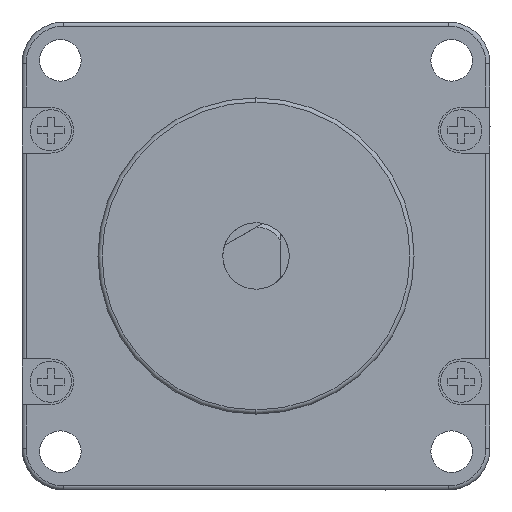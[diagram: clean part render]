
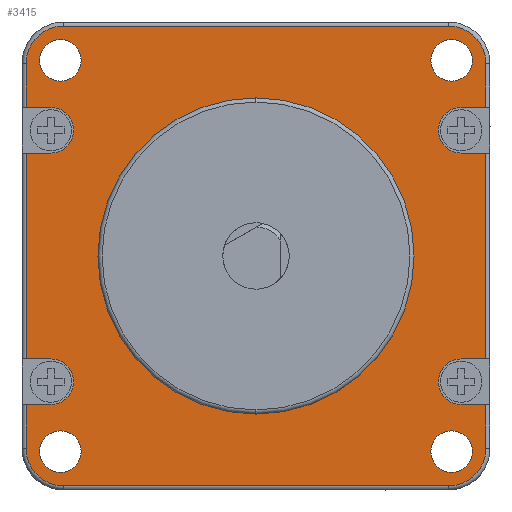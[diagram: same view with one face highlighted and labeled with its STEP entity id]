
A CAD part, left-side view. The second image highlights one B-rep face of the part: STEP entity #3415.
In plain terms, the highlighted planar face has unit normal (-1, 0, 0).
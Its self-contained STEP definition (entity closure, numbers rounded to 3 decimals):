
#1=CARTESIAN_POINT('',(0.,-23.57,-23.57));
#2=DIRECTION('',(-1.,0.,0.));
#3=DIRECTION('',(0.,-1.,0.));
#4=AXIS2_PLACEMENT_3D('',#1,#2,#3);
#6=CARTESIAN_POINT('',(0.,-23.57,-23.57));
#7=DIRECTION('',(-1.,0.,0.));
#8=DIRECTION('',(0.,1.,0.));
#9=AXIS2_PLACEMENT_3D('',#6,#7,#8);
#11=CARTESIAN_POINT('',(0.,23.57,-23.57));
#12=DIRECTION('',(-1.,0.,0.));
#13=DIRECTION('',(0.,-1.,0.));
#14=AXIS2_PLACEMENT_3D('',#11,#12,#13);
#16=CARTESIAN_POINT('',(0.,23.57,-23.57));
#17=DIRECTION('',(-1.,0.,0.));
#18=DIRECTION('',(0.,1.,0.));
#19=AXIS2_PLACEMENT_3D('',#16,#17,#18);
#21=CARTESIAN_POINT('',(0.,23.57,23.57));
#22=DIRECTION('',(-1.,0.,0.));
#23=DIRECTION('',(0.,-1.,0.));
#24=AXIS2_PLACEMENT_3D('',#21,#22,#23);
#26=CARTESIAN_POINT('',(0.,23.57,23.57));
#27=DIRECTION('',(-1.,0.,0.));
#28=DIRECTION('',(0.,1.,0.));
#29=AXIS2_PLACEMENT_3D('',#26,#27,#28);
#31=CARTESIAN_POINT('',(0.,-23.57,23.57));
#32=DIRECTION('',(-1.,0.,0.));
#33=DIRECTION('',(0.,-1.,0.));
#34=AXIS2_PLACEMENT_3D('',#31,#32,#33);
#36=CARTESIAN_POINT('',(0.,-23.57,23.57));
#37=DIRECTION('',(-1.,0.,0.));
#38=DIRECTION('',(0.,1.,0.));
#39=AXIS2_PLACEMENT_3D('',#36,#37,#38);
#41=CARTESIAN_POINT('',(0.,0.,0.));
#42=DIRECTION('',(-1.,0.,0.));
#43=DIRECTION('',(0.,0.,-1.));
#44=AXIS2_PLACEMENT_3D('',#41,#42,#43);
#46=CARTESIAN_POINT('',(0.,0.,0.));
#47=DIRECTION('',(-1.,0.,0.));
#48=DIRECTION('',(0.,0.,1.));
#49=AXIS2_PLACEMENT_3D('',#46,#47,#48);
#235=CARTESIAN_POINT('',(0.,24.73,-15.15));
#236=DIRECTION('',(-1.,0.,0.));
#237=DIRECTION('',(0.,0.,-1.));
#238=AXIS2_PLACEMENT_3D('',#235,#236,#237);
#240=DIRECTION('',(0.,-1.,0.));
#241=VECTOR('',#240,2.97);
#242=CARTESIAN_POINT('',(0.,27.7,-12.4));
#243=LINE('',#242,#241);
#244=DIRECTION('',(0.,0.,-1.));
#245=VECTOR('',#244,24.8);
#246=CARTESIAN_POINT('',(0.,27.7,12.4));
#247=LINE('',#246,#245);
#248=DIRECTION('',(0.,-1.,0.));
#249=VECTOR('',#248,2.97);
#250=CARTESIAN_POINT('',(0.,27.7,12.4));
#251=LINE('',#250,#249);
#252=CARTESIAN_POINT('',(0.,24.73,15.15));
#253=DIRECTION('',(1.,0.,0.));
#254=DIRECTION('',(0.,0.,1.));
#255=AXIS2_PLACEMENT_3D('',#252,#253,#254);
#257=DIRECTION('',(0.,-1.,0.));
#258=VECTOR('',#257,2.97);
#259=CARTESIAN_POINT('',(0.,27.7,17.9));
#260=LINE('',#259,#258);
#261=DIRECTION('',(0.,0.,-1.));
#262=VECTOR('',#261,5.3);
#263=CARTESIAN_POINT('',(0.,27.7,23.2));
#264=LINE('',#263,#262);
#265=CARTESIAN_POINT('',(0.,23.2,23.2));
#266=DIRECTION('',(-1.,0.,0.));
#267=DIRECTION('',(0.,0.,1.));
#268=AXIS2_PLACEMENT_3D('',#265,#266,#267);
#270=DIRECTION('',(0.,1.,0.));
#271=VECTOR('',#270,46.4);
#272=CARTESIAN_POINT('',(0.,-23.2,27.7));
#273=LINE('',#272,#271);
#274=CARTESIAN_POINT('',(0.,-23.2,23.2));
#275=DIRECTION('',(-1.,0.,0.));
#276=DIRECTION('',(0.,-1.,0.));
#277=AXIS2_PLACEMENT_3D('',#274,#275,#276);
#279=DIRECTION('',(0.,0.,1.));
#280=VECTOR('',#279,5.3);
#281=CARTESIAN_POINT('',(0.,-27.7,17.9));
#282=LINE('',#281,#280);
#283=DIRECTION('',(0.,1.,0.));
#284=VECTOR('',#283,2.97);
#285=CARTESIAN_POINT('',(0.,-27.7,17.9));
#286=LINE('',#285,#284);
#287=CARTESIAN_POINT('',(0.,-24.73,15.15));
#288=DIRECTION('',(-1.,0.,0.));
#289=DIRECTION('',(0.,0.,1.));
#290=AXIS2_PLACEMENT_3D('',#287,#288,#289);
#292=DIRECTION('',(0.,1.,0.));
#293=VECTOR('',#292,2.97);
#294=CARTESIAN_POINT('',(0.,-27.7,12.4));
#295=LINE('',#294,#293);
#296=DIRECTION('',(0.,0.,1.));
#297=VECTOR('',#296,24.8);
#298=CARTESIAN_POINT('',(0.,-27.7,-12.4));
#299=LINE('',#298,#297);
#300=DIRECTION('',(0.,1.,0.));
#301=VECTOR('',#300,2.97);
#302=CARTESIAN_POINT('',(0.,-27.7,-12.4));
#303=LINE('',#302,#301);
#304=CARTESIAN_POINT('',(0.,-24.73,-15.15));
#305=DIRECTION('',(1.,0.,0.));
#306=DIRECTION('',(0.,0.,-1.));
#307=AXIS2_PLACEMENT_3D('',#304,#305,#306);
#309=DIRECTION('',(0.,1.,0.));
#310=VECTOR('',#309,2.97);
#311=CARTESIAN_POINT('',(0.,-27.7,-17.9));
#312=LINE('',#311,#310);
#313=DIRECTION('',(0.,0.,1.));
#314=VECTOR('',#313,5.3);
#315=CARTESIAN_POINT('',(0.,-27.7,-23.2));
#316=LINE('',#315,#314);
#317=CARTESIAN_POINT('',(0.,-23.2,-23.2));
#318=DIRECTION('',(-1.,0.,0.));
#319=DIRECTION('',(0.,0.,-1.));
#320=AXIS2_PLACEMENT_3D('',#317,#318,#319);
#322=DIRECTION('',(0.,-1.,0.));
#323=VECTOR('',#322,46.4);
#324=CARTESIAN_POINT('',(0.,23.2,-27.7));
#325=LINE('',#324,#323);
#326=CARTESIAN_POINT('',(0.,23.2,-23.2));
#327=DIRECTION('',(-1.,0.,0.));
#328=DIRECTION('',(0.,1.,0.));
#329=AXIS2_PLACEMENT_3D('',#326,#327,#328);
#331=DIRECTION('',(0.,0.,-1.));
#332=VECTOR('',#331,5.3);
#333=CARTESIAN_POINT('',(0.,27.7,-17.9));
#334=LINE('',#333,#332);
#335=DIRECTION('',(0.,-1.,0.));
#336=VECTOR('',#335,2.97);
#337=CARTESIAN_POINT('',(0.,27.7,-17.9));
#338=LINE('',#337,#336);
#2562=CARTESIAN_POINT('',(0.,-26.07,-23.57));
#2563=CARTESIAN_POINT('',(0.,-21.07,-23.57));
#2564=VERTEX_POINT('',#2562);
#2565=VERTEX_POINT('',#2563);
#2566=CARTESIAN_POINT('',(0.,21.07,-23.57));
#2567=CARTESIAN_POINT('',(0.,26.07,-23.57));
#2568=VERTEX_POINT('',#2566);
#2569=VERTEX_POINT('',#2567);
#2570=CARTESIAN_POINT('',(0.,21.07,23.57));
#2571=CARTESIAN_POINT('',(0.,26.07,23.57));
#2572=VERTEX_POINT('',#2570);
#2573=VERTEX_POINT('',#2571);
#2574=CARTESIAN_POINT('',(0.,-26.07,23.57));
#2575=CARTESIAN_POINT('',(0.,-21.07,23.57));
#2576=VERTEX_POINT('',#2574);
#2577=VERTEX_POINT('',#2575);
#2802=CARTESIAN_POINT('',(0.,27.7,-23.2));
#2803=CARTESIAN_POINT('',(0.,23.2,-27.7));
#2804=VERTEX_POINT('',#2802);
#2805=VERTEX_POINT('',#2803);
#2810=CARTESIAN_POINT('',(0.,-23.2,-27.7));
#2811=VERTEX_POINT('',#2810);
#2814=CARTESIAN_POINT('',(0.,-27.7,-23.2));
#2815=VERTEX_POINT('',#2814);
#2818=CARTESIAN_POINT('',(0.,-27.7,23.2));
#2819=CARTESIAN_POINT('',(0.,-23.2,27.7));
#2820=VERTEX_POINT('',#2818);
#2821=VERTEX_POINT('',#2819);
#2826=CARTESIAN_POINT('',(0.,23.2,27.7));
#2827=VERTEX_POINT('',#2826);
#2830=CARTESIAN_POINT('',(0.,27.7,23.2));
#2831=VERTEX_POINT('',#2830);
#2834=CARTESIAN_POINT('',(0.,0.,-19.05));
#2835=CARTESIAN_POINT('',(0.,0.,19.05));
#2836=VERTEX_POINT('',#2834);
#2837=VERTEX_POINT('',#2835);
#2910=CARTESIAN_POINT('',(0.,-24.73,17.9));
#2911=CARTESIAN_POINT('',(0.,-24.73,12.4));
#2912=VERTEX_POINT('',#2910);
#2913=VERTEX_POINT('',#2911);
#2914=CARTESIAN_POINT('',(0.,-27.7,12.4));
#2915=VERTEX_POINT('',#2914);
#2916=CARTESIAN_POINT('',(0.,-27.7,17.9));
#2917=VERTEX_POINT('',#2916);
#2990=CARTESIAN_POINT('',(0.,-24.73,-17.9));
#2991=VERTEX_POINT('',#2990);
#2992=CARTESIAN_POINT('',(0.,-24.73,-12.4));
#2993=VERTEX_POINT('',#2992);
#3018=CARTESIAN_POINT('',(0.,-27.7,-12.4));
#3019=VERTEX_POINT('',#3018);
#3020=CARTESIAN_POINT('',(0.,-27.7,-17.9));
#3021=VERTEX_POINT('',#3020);
#3066=CARTESIAN_POINT('',(0.,24.73,17.9));
#3067=VERTEX_POINT('',#3066);
#3068=CARTESIAN_POINT('',(0.,24.73,12.4));
#3069=VERTEX_POINT('',#3068);
#3134=CARTESIAN_POINT('',(0.,24.73,-17.9));
#3135=VERTEX_POINT('',#3134);
#3136=CARTESIAN_POINT('',(0.,24.73,-12.4));
#3137=VERTEX_POINT('',#3136);
#3162=CARTESIAN_POINT('',(0.,27.7,12.4));
#3163=VERTEX_POINT('',#3162);
#3164=CARTESIAN_POINT('',(0.,27.7,17.9));
#3165=VERTEX_POINT('',#3164);
#3170=CARTESIAN_POINT('',(0.,27.7,-12.4));
#3171=VERTEX_POINT('',#3170);
#3172=CARTESIAN_POINT('',(0.,27.7,-17.9));
#3173=VERTEX_POINT('',#3172);
#3330=CARTESIAN_POINT('',(0.,0.,0.));
#3331=DIRECTION('',(1.,0.,0.));
#3332=DIRECTION('',(0.,-1.,0.));
#3333=AXIS2_PLACEMENT_3D('',#3330,#3331,#3332);
#3334=PLANE('',#3333);
#3336=ORIENTED_EDGE('',*,*,#3335,.T.);
#3338=ORIENTED_EDGE('',*,*,#3337,.F.);
#3340=ORIENTED_EDGE('',*,*,#3339,.F.);
#3342=ORIENTED_EDGE('',*,*,#3341,.T.);
#3344=ORIENTED_EDGE('',*,*,#3343,.F.);
#3346=ORIENTED_EDGE('',*,*,#3345,.F.);
#3348=ORIENTED_EDGE('',*,*,#3347,.F.);
#3350=ORIENTED_EDGE('',*,*,#3349,.F.);
#3352=ORIENTED_EDGE('',*,*,#3351,.F.);
#3354=ORIENTED_EDGE('',*,*,#3353,.F.);
#3356=ORIENTED_EDGE('',*,*,#3355,.F.);
#3358=ORIENTED_EDGE('',*,*,#3357,.T.);
#3360=ORIENTED_EDGE('',*,*,#3359,.T.);
#3362=ORIENTED_EDGE('',*,*,#3361,.F.);
#3364=ORIENTED_EDGE('',*,*,#3363,.F.);
#3366=ORIENTED_EDGE('',*,*,#3365,.T.);
#3368=ORIENTED_EDGE('',*,*,#3367,.F.);
#3370=ORIENTED_EDGE('',*,*,#3369,.F.);
#3372=ORIENTED_EDGE('',*,*,#3371,.F.);
#3374=ORIENTED_EDGE('',*,*,#3373,.F.);
#3376=ORIENTED_EDGE('',*,*,#3375,.F.);
#3378=ORIENTED_EDGE('',*,*,#3377,.F.);
#3380=ORIENTED_EDGE('',*,*,#3379,.F.);
#3382=ORIENTED_EDGE('',*,*,#3381,.T.);
#3383=EDGE_LOOP('',(#3336,#3338,#3340,#3342,#3344,#3346,#3348,#3350,#3352,#3354,
#3356,#3358,#3360,#3362,#3364,#3366,#3368,#3370,#3372,#3374,#3376,#3378,#3380,
#3382));
#3384=FACE_OUTER_BOUND('',#3383,.F.);
#3386=ORIENTED_EDGE('',*,*,#3385,.T.);
#3388=ORIENTED_EDGE('',*,*,#3387,.T.);
#3389=EDGE_LOOP('',(#3386,#3388));
#3390=FACE_BOUND('',#3389,.F.);
#3392=ORIENTED_EDGE('',*,*,#3391,.T.);
#3394=ORIENTED_EDGE('',*,*,#3393,.T.);
#3395=EDGE_LOOP('',(#3392,#3394));
#3396=FACE_BOUND('',#3395,.F.);
#3398=ORIENTED_EDGE('',*,*,#3397,.T.);
#3400=ORIENTED_EDGE('',*,*,#3399,.T.);
#3401=EDGE_LOOP('',(#3398,#3400));
#3402=FACE_BOUND('',#3401,.F.);
#3404=ORIENTED_EDGE('',*,*,#3403,.T.);
#3406=ORIENTED_EDGE('',*,*,#3405,.T.);
#3407=EDGE_LOOP('',(#3404,#3406));
#3408=FACE_BOUND('',#3407,.F.);
#3410=ORIENTED_EDGE('',*,*,#3409,.T.);
#3412=ORIENTED_EDGE('',*,*,#3411,.T.);
#3413=EDGE_LOOP('',(#3410,#3412));
#3414=FACE_BOUND('',#3413,.F.);
#3415=ADVANCED_FACE('',(#3384,#3390,#3396,#3402,#3408,#3414),#3334,.F.);
#5=CIRCLE('',#4,2.5);
#10=CIRCLE('',#9,2.5);
#15=CIRCLE('',#14,2.5);
#20=CIRCLE('',#19,2.5);
#25=CIRCLE('',#24,2.5);
#30=CIRCLE('',#29,2.5);
#35=CIRCLE('',#34,2.5);
#40=CIRCLE('',#39,2.5);
#45=CIRCLE('',#44,19.05);
#50=CIRCLE('',#49,19.05);
#239=CIRCLE('',#238,2.75);
#256=CIRCLE('',#255,2.75);
#269=CIRCLE('',#268,4.5);
#278=CIRCLE('',#277,4.5);
#291=CIRCLE('',#290,2.75);
#308=CIRCLE('',#307,2.75);
#321=CIRCLE('',#320,4.5);
#330=CIRCLE('',#329,4.5);
#3335=EDGE_CURVE('',#3135,#3137,#239,.T.);
#3337=EDGE_CURVE('',#3171,#3137,#243,.T.);
#3339=EDGE_CURVE('',#3163,#3171,#247,.T.);
#3341=EDGE_CURVE('',#3163,#3069,#251,.T.);
#3343=EDGE_CURVE('',#3067,#3069,#256,.T.);
#3345=EDGE_CURVE('',#3165,#3067,#260,.T.);
#3347=EDGE_CURVE('',#2831,#3165,#264,.T.);
#3349=EDGE_CURVE('',#2827,#2831,#269,.T.);
#3351=EDGE_CURVE('',#2821,#2827,#273,.T.);
#3353=EDGE_CURVE('',#2820,#2821,#278,.T.);
#3355=EDGE_CURVE('',#2917,#2820,#282,.T.);
#3357=EDGE_CURVE('',#2917,#2912,#286,.T.);
#3359=EDGE_CURVE('',#2912,#2913,#291,.T.);
#3361=EDGE_CURVE('',#2915,#2913,#295,.T.);
#3363=EDGE_CURVE('',#3019,#2915,#299,.T.);
#3365=EDGE_CURVE('',#3019,#2993,#303,.T.);
#3367=EDGE_CURVE('',#2991,#2993,#308,.T.);
#3369=EDGE_CURVE('',#3021,#2991,#312,.T.);
#3371=EDGE_CURVE('',#2815,#3021,#316,.T.);
#3373=EDGE_CURVE('',#2811,#2815,#321,.T.);
#3375=EDGE_CURVE('',#2805,#2811,#325,.T.);
#3377=EDGE_CURVE('',#2804,#2805,#330,.T.);
#3379=EDGE_CURVE('',#3173,#2804,#334,.T.);
#3381=EDGE_CURVE('',#3173,#3135,#338,.T.);
#3385=EDGE_CURVE('',#2564,#2565,#5,.T.);
#3387=EDGE_CURVE('',#2565,#2564,#10,.T.);
#3391=EDGE_CURVE('',#2568,#2569,#15,.T.);
#3393=EDGE_CURVE('',#2569,#2568,#20,.T.);
#3397=EDGE_CURVE('',#2572,#2573,#25,.T.);
#3399=EDGE_CURVE('',#2573,#2572,#30,.T.);
#3403=EDGE_CURVE('',#2576,#2577,#35,.T.);
#3405=EDGE_CURVE('',#2577,#2576,#40,.T.);
#3409=EDGE_CURVE('',#2836,#2837,#45,.T.);
#3411=EDGE_CURVE('',#2837,#2836,#50,.T.);
